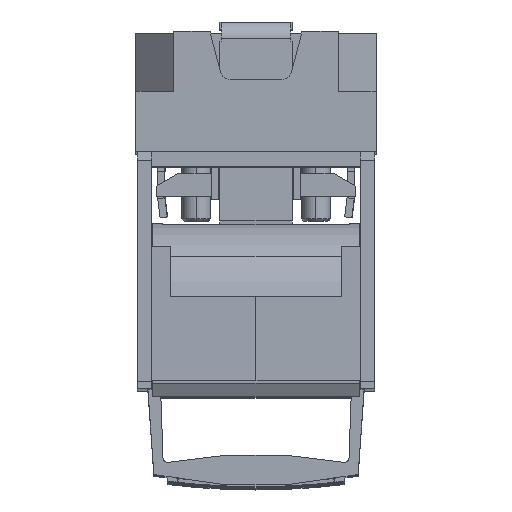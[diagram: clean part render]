
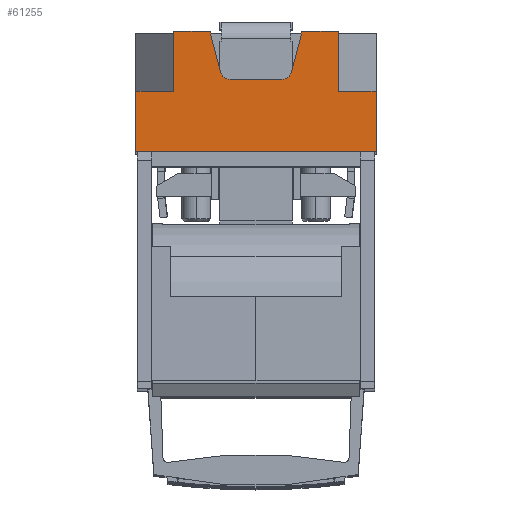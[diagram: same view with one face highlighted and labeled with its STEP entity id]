
A CAD part, top view. The second image highlights one B-rep face of the part: STEP entity #61255.
In plain terms, the highlighted planar face has unit normal (0, 0, 1).
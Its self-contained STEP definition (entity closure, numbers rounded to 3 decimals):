
#61107=AXIS2_PLACEMENT_3D('Plane Axis2P3D',#61104,#61105,#61106) ;
#61120=AXIS2_PLACEMENT_3D('Circle Axis2P3D',#61118,#61119,$) ;
#61134=AXIS2_PLACEMENT_3D('Circle Axis2P3D',#61132,#61133,$) ;
#58026=CARTESIAN_POINT('Vertex',(50.,-54.,277.5)) ;
#58029=CARTESIAN_POINT('Line Origine',(0.,-54.,277.5)) ;
#58033=CARTESIAN_POINT('Vertex',(-50.,-54.,277.5)) ;
#61065=CARTESIAN_POINT('Line Origine',(-50.,-29.,277.5)) ;
#61069=CARTESIAN_POINT('Vertex',(-50.,-29.,277.5)) ;
#61104=CARTESIAN_POINT('Axis2P3D Location',(0.,-4.,277.5)) ;
#61109=CARTESIAN_POINT('Line Origine',(16.811,-13.103,277.5)) ;
#61113=CARTESIAN_POINT('Vertex',(18.936,-5.171,277.5)) ;
#61115=CARTESIAN_POINT('Vertex',(14.685,-21.035,277.5)) ;
#61118=CARTESIAN_POINT('Axis2P3D Location',(10.822,-20.,277.5)) ;
#61122=CARTESIAN_POINT('Vertex',(10.822,-24.,277.5)) ;
#61125=CARTESIAN_POINT('Line Origine',(0.,-24.,277.5)) ;
#61129=CARTESIAN_POINT('Vertex',(-10.822,-24.,277.5)) ;
#61132=CARTESIAN_POINT('Axis2P3D Location',(-10.822,-20.,277.5)) ;
#61136=CARTESIAN_POINT('Vertex',(-14.685,-21.035,277.5)) ;
#61139=CARTESIAN_POINT('Line Origine',(-16.811,-13.103,277.5)) ;
#61143=CARTESIAN_POINT('Vertex',(-18.936,-5.171,277.5)) ;
#61146=CARTESIAN_POINT('Line Origine',(-18.936,-4.585,277.5)) ;
#61150=CARTESIAN_POINT('Vertex',(-18.936,-4.,277.5)) ;
#61153=CARTESIAN_POINT('Line Origine',(-19.093,-4.,277.5)) ;
#61157=CARTESIAN_POINT('Vertex',(-19.25,-4.,277.5)) ;
#61160=CARTESIAN_POINT('Line Origine',(-23.375,-4.,277.5)) ;
#61164=CARTESIAN_POINT('Vertex',(-27.5,-4.,277.5)) ;
#61167=CARTESIAN_POINT('Line Origine',(-30.882,-4.,277.5)) ;
#61171=CARTESIAN_POINT('Vertex',(-34.264,-4.,277.5)) ;
#61174=CARTESIAN_POINT('Line Origine',(-34.264,-16.5,277.5)) ;
#61178=CARTESIAN_POINT('Vertex',(-34.264,-29.,277.5)) ;
#61181=CARTESIAN_POINT('Line Origine',(-42.132,-29.,277.5)) ;
#61186=CARTESIAN_POINT('Line Origine',(50.,-41.5,277.5)) ;
#61190=CARTESIAN_POINT('Vertex',(50.,-29.,277.5)) ;
#61193=CARTESIAN_POINT('Line Origine',(42.132,-29.,277.5)) ;
#61197=CARTESIAN_POINT('Vertex',(34.264,-29.,277.5)) ;
#61200=CARTESIAN_POINT('Line Origine',(34.264,-16.5,277.5)) ;
#61204=CARTESIAN_POINT('Vertex',(34.264,-4.,277.5)) ;
#61207=CARTESIAN_POINT('Line Origine',(30.882,-4.,277.5)) ;
#61211=CARTESIAN_POINT('Vertex',(27.5,-4.,277.5)) ;
#61214=CARTESIAN_POINT('Line Origine',(23.375,-4.,277.5)) ;
#61218=CARTESIAN_POINT('Vertex',(19.25,-4.,277.5)) ;
#61221=CARTESIAN_POINT('Line Origine',(19.093,-4.,277.5)) ;
#61225=CARTESIAN_POINT('Vertex',(18.936,-4.,277.5)) ;
#61228=CARTESIAN_POINT('Line Origine',(18.936,-4.585,277.5)) ;
#58030=DIRECTION('Vector Direction',(1.,0.,0.)) ;
#61066=DIRECTION('Vector Direction',(0.,-1.,0.)) ;
#61105=DIRECTION('Axis2P3D Direction',(-0.,0.,1.)) ;
#61106=DIRECTION('Axis2P3D XDirection',(0.,-1.,0.)) ;
#61110=DIRECTION('Vector Direction',(-0.259,-0.966,0.)) ;
#61119=DIRECTION('Axis2P3D Direction',(-0.,0.,1.)) ;
#61126=DIRECTION('Vector Direction',(-1.,0.,0.)) ;
#61133=DIRECTION('Axis2P3D Direction',(-0.,0.,1.)) ;
#61140=DIRECTION('Vector Direction',(-0.259,0.966,0.)) ;
#61147=DIRECTION('Vector Direction',(0.,-1.,0.)) ;
#61154=DIRECTION('Vector Direction',(1.,0.,0.)) ;
#61161=DIRECTION('Vector Direction',(-1.,0.,0.)) ;
#61168=DIRECTION('Vector Direction',(1.,0.,0.)) ;
#61175=DIRECTION('Vector Direction',(0.,-1.,0.)) ;
#61182=DIRECTION('Vector Direction',(-1.,0.,0.)) ;
#61187=DIRECTION('Vector Direction',(0.,1.,0.)) ;
#61194=DIRECTION('Vector Direction',(-1.,0.,0.)) ;
#61201=DIRECTION('Vector Direction',(0.,-1.,0.)) ;
#61208=DIRECTION('Vector Direction',(1.,0.,0.)) ;
#61215=DIRECTION('Vector Direction',(-1.,0.,0.)) ;
#61222=DIRECTION('Vector Direction',(1.,0.,0.)) ;
#61229=DIRECTION('Vector Direction',(0.,-1.,0.)) ;
#58031=VECTOR('Line Direction',#58030,1.) ;
#61067=VECTOR('Line Direction',#61066,1.) ;
#61111=VECTOR('Line Direction',#61110,1.) ;
#61127=VECTOR('Line Direction',#61126,1.) ;
#61141=VECTOR('Line Direction',#61140,1.) ;
#61148=VECTOR('Line Direction',#61147,1.) ;
#61155=VECTOR('Line Direction',#61154,1.) ;
#61162=VECTOR('Line Direction',#61161,1.) ;
#61169=VECTOR('Line Direction',#61168,1.) ;
#61176=VECTOR('Line Direction',#61175,1.) ;
#61183=VECTOR('Line Direction',#61182,1.) ;
#61188=VECTOR('Line Direction',#61187,1.) ;
#61195=VECTOR('Line Direction',#61194,1.) ;
#61202=VECTOR('Line Direction',#61201,1.) ;
#61209=VECTOR('Line Direction',#61208,1.) ;
#61216=VECTOR('Line Direction',#61215,1.) ;
#61223=VECTOR('Line Direction',#61222,1.) ;
#61230=VECTOR('Line Direction',#61229,1.) ;
#61234=ORIENTED_EDGE('',*,*,#61117,.T.) ;
#61235=ORIENTED_EDGE('',*,*,#61124,.T.) ;
#61236=ORIENTED_EDGE('',*,*,#61131,.T.) ;
#61237=ORIENTED_EDGE('',*,*,#61138,.T.) ;
#61238=ORIENTED_EDGE('',*,*,#61145,.T.) ;
#61239=ORIENTED_EDGE('',*,*,#61152,.F.) ;
#61240=ORIENTED_EDGE('',*,*,#61159,.F.) ;
#61241=ORIENTED_EDGE('',*,*,#61166,.T.) ;
#61242=ORIENTED_EDGE('',*,*,#61173,.F.) ;
#61243=ORIENTED_EDGE('',*,*,#61180,.T.) ;
#61244=ORIENTED_EDGE('',*,*,#61185,.T.) ;
#61245=ORIENTED_EDGE('',*,*,#61071,.T.) ;
#61246=ORIENTED_EDGE('',*,*,#58035,.T.) ;
#61247=ORIENTED_EDGE('',*,*,#61192,.T.) ;
#61248=ORIENTED_EDGE('',*,*,#61199,.T.) ;
#61249=ORIENTED_EDGE('',*,*,#61206,.F.) ;
#61250=ORIENTED_EDGE('',*,*,#61213,.F.) ;
#61251=ORIENTED_EDGE('',*,*,#61220,.T.) ;
#61252=ORIENTED_EDGE('',*,*,#61227,.F.) ;
#61253=ORIENTED_EDGE('',*,*,#61232,.T.) ;
#61255=ADVANCED_FACE('804189_01_L01_NH-Leistenunterteil Gr.12',(#61254),#61108,.T.) ;
#61121=CIRCLE('generated circle',#61120,4.) ;
#61135=CIRCLE('generated circle',#61134,4.) ;
#58035=EDGE_CURVE('',#58034,#58027,#58032,.T.) ;
#61071=EDGE_CURVE('',#61070,#58034,#61068,.T.) ;
#61117=EDGE_CURVE('',#61114,#61116,#61112,.T.) ;
#61124=EDGE_CURVE('',#61116,#61123,#61121,.F.) ;
#61131=EDGE_CURVE('',#61123,#61130,#61128,.T.) ;
#61138=EDGE_CURVE('',#61130,#61137,#61135,.F.) ;
#61145=EDGE_CURVE('',#61137,#61144,#61142,.T.) ;
#61152=EDGE_CURVE('',#61151,#61144,#61149,.T.) ;
#61159=EDGE_CURVE('',#61158,#61151,#61156,.T.) ;
#61166=EDGE_CURVE('',#61158,#61165,#61163,.T.) ;
#61173=EDGE_CURVE('',#61172,#61165,#61170,.T.) ;
#61180=EDGE_CURVE('',#61172,#61179,#61177,.T.) ;
#61185=EDGE_CURVE('',#61179,#61070,#61184,.T.) ;
#61192=EDGE_CURVE('',#58027,#61191,#61189,.T.) ;
#61199=EDGE_CURVE('',#61191,#61198,#61196,.T.) ;
#61206=EDGE_CURVE('',#61205,#61198,#61203,.T.) ;
#61213=EDGE_CURVE('',#61212,#61205,#61210,.T.) ;
#61220=EDGE_CURVE('',#61212,#61219,#61217,.T.) ;
#61227=EDGE_CURVE('',#61226,#61219,#61224,.T.) ;
#61232=EDGE_CURVE('',#61226,#61114,#61231,.T.) ;
#61233=EDGE_LOOP('',(#61234,#61235,#61236,#61237,#61238,#61239,#61240,#61241,#61242,#61243,#61244,#61245,#61246,#61247,#61248,#61249,#61250,#61251,#61252,#61253)) ;
#61254=FACE_OUTER_BOUND('',#61233,.T.) ;
#58032=LINE('Line',#58029,#58031) ;
#61068=LINE('Line',#61065,#61067) ;
#61112=LINE('Line',#61109,#61111) ;
#61128=LINE('Line',#61125,#61127) ;
#61142=LINE('Line',#61139,#61141) ;
#61149=LINE('Line',#61146,#61148) ;
#61156=LINE('Line',#61153,#61155) ;
#61163=LINE('Line',#61160,#61162) ;
#61170=LINE('Line',#61167,#61169) ;
#61177=LINE('Line',#61174,#61176) ;
#61184=LINE('Line',#61181,#61183) ;
#61189=LINE('Line',#61186,#61188) ;
#61196=LINE('Line',#61193,#61195) ;
#61203=LINE('Line',#61200,#61202) ;
#61210=LINE('Line',#61207,#61209) ;
#61217=LINE('Line',#61214,#61216) ;
#61224=LINE('Line',#61221,#61223) ;
#61231=LINE('Line',#61228,#61230) ;
#61108=PLANE('Plane',#61107) ;
#58027=VERTEX_POINT('',#58026) ;
#58034=VERTEX_POINT('',#58033) ;
#61070=VERTEX_POINT('',#61069) ;
#61114=VERTEX_POINT('',#61113) ;
#61116=VERTEX_POINT('',#61115) ;
#61123=VERTEX_POINT('',#61122) ;
#61130=VERTEX_POINT('',#61129) ;
#61137=VERTEX_POINT('',#61136) ;
#61144=VERTEX_POINT('',#61143) ;
#61151=VERTEX_POINT('',#61150) ;
#61158=VERTEX_POINT('',#61157) ;
#61165=VERTEX_POINT('',#61164) ;
#61172=VERTEX_POINT('',#61171) ;
#61179=VERTEX_POINT('',#61178) ;
#61191=VERTEX_POINT('',#61190) ;
#61198=VERTEX_POINT('',#61197) ;
#61205=VERTEX_POINT('',#61204) ;
#61212=VERTEX_POINT('',#61211) ;
#61219=VERTEX_POINT('',#61218) ;
#61226=VERTEX_POINT('',#61225) ;
